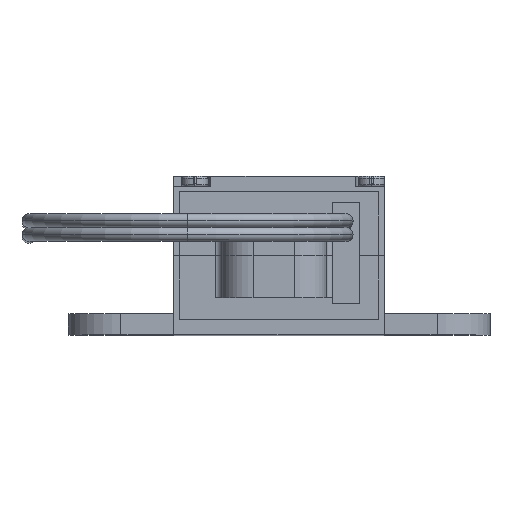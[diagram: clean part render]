
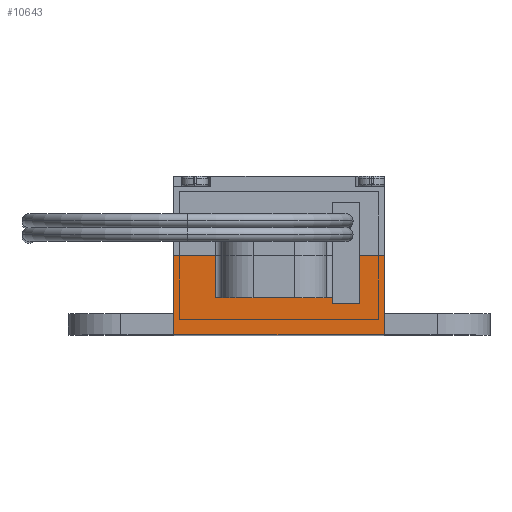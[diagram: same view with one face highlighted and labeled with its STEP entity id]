
A CAD part, top view. The second image highlights one B-rep face of the part: STEP entity #10643.
In plain terms, the highlighted planar face has unit normal (0, 0, 1).
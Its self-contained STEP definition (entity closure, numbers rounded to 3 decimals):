
#652 = CARTESIAN_POINT ( 'NONE',  ( 15., 3., 0. ) ) ;
#793 = LINE ( 'NONE', #13930, #3573 ) ;
#833 = VECTOR ( 'NONE', #1187, 1000. ) ;
#904 = ORIENTED_EDGE ( 'NONE', *, *, #14860, .F. ) ;
#953 = VERTEX_POINT ( 'NONE', #8884 ) ;
#962 = DIRECTION ( 'NONE',  ( 0., 0., -1. ) ) ;
#970 = VECTOR ( 'NONE', #12575, 1000. ) ;
#1187 = DIRECTION ( 'NONE',  ( 1., 0., 0. ) ) ;
#1225 = LINE ( 'NONE', #3551, #833 ) ;
#1305 = CARTESIAN_POINT ( 'NONE',  ( 19.9, 7.5, 0. ) ) ;
#2449 = ORIENTED_EDGE ( 'NONE', *, *, #8162, .F. ) ;
#2686 = VERTEX_POINT ( 'NONE', #4408 ) ;
#2943 = VECTOR ( 'NONE', #8708, 1000. ) ;
#3155 = LINE ( 'NONE', #11053, #12403 ) ;
#3551 = CARTESIAN_POINT ( 'NONE',  ( 19.9, 7.5, 0. ) ) ;
#3573 = VECTOR ( 'NONE', #15144, 1000. ) ;
#3835 = DIRECTION ( 'NONE',  ( -1., 0., 0. ) ) ;
#3944 = VECTOR ( 'NONE', #6836, 1000. ) ;
#4225 = EDGE_CURVE ( 'NONE', #6530, #8676, #1225, .T. ) ;
#4291 = VERTEX_POINT ( 'NONE', #10884 ) ;
#4352 = CARTESIAN_POINT ( 'NONE',  ( 15., 3.5, 0. ) ) ;
#4408 = CARTESIAN_POINT ( 'NONE',  ( 17.6, 3., 0. ) ) ;
#4476 = VERTEX_POINT ( 'NONE', #14853 ) ;
#4487 = LINE ( 'NONE', #1305, #13749 ) ;
#4507 = LINE ( 'NONE', #7820, #970 ) ;
#4630 = VERTEX_POINT ( 'NONE', #652 ) ;
#5439 = LINE ( 'NONE', #6463, #11817 ) ;
#5636 = CARTESIAN_POINT ( 'NONE',  ( 17.6, 3., 0. ) ) ;
#5699 = DIRECTION ( 'NONE',  ( 0., -1., 0. ) ) ;
#6463 = CARTESIAN_POINT ( 'NONE',  ( 19.9, 0., 0. ) ) ;
#6530 = VERTEX_POINT ( 'NONE', #8190 ) ;
#6564 = EDGE_LOOP ( 'NONE', ( #6942, #10284, #904, #9345, #13735, #2449, #11780, #14307, #12184, #10238 ) ) ;
#6730 = LINE ( 'NONE', #14070, #12764 ) ;
#6761 = VECTOR ( 'NONE', #8175, 1000. ) ;
#6772 = CARTESIAN_POINT ( 'NONE',  ( 19.9, 7.5, 0. ) ) ;
#6836 = DIRECTION ( 'NONE',  ( 1., 0., 0. ) ) ;
#6942 = ORIENTED_EDGE ( 'NONE', *, *, #9292, .T. ) ;
#7501 = CARTESIAN_POINT ( 'NONE',  ( 17.6, 3., 0. ) ) ;
#7636 = AXIS2_PLACEMENT_3D ( 'NONE', #6772, #962, #9319 ) ;
#7818 = EDGE_CURVE ( 'NONE', #12802, #953, #5439, .T. ) ;
#7820 = CARTESIAN_POINT ( 'NONE',  ( 3.9, 7.5, 0. ) ) ;
#8125 = PLANE ( 'NONE',  #7636 ) ;
#8162 = EDGE_CURVE ( 'NONE', #8676, #953, #6730, .T. ) ;
#8175 = DIRECTION ( 'NONE',  ( 0., -1., 0. ) ) ;
#8190 = CARTESIAN_POINT ( 'NONE',  ( 17.6, 7.5, 0. ) ) ;
#8209 = VERTEX_POINT ( 'NONE', #9351 ) ;
#8457 = DIRECTION ( 'NONE',  ( 1., 0., 0. ) ) ;
#8676 = VERTEX_POINT ( 'NONE', #13697 ) ;
#8708 = DIRECTION ( 'NONE',  ( 0., 1., 0. ) ) ;
#8884 = CARTESIAN_POINT ( 'NONE',  ( 19.9, 0., 0. ) ) ;
#9292 = EDGE_CURVE ( 'NONE', #13055, #4291, #3155, .T. ) ;
#9305 = LINE ( 'NONE', #7501, #2943 ) ;
#9319 = DIRECTION ( 'NONE',  ( -1., 0., 0. ) ) ;
#9345 = ORIENTED_EDGE ( 'NONE', *, *, #14695, .T. ) ;
#9351 = CARTESIAN_POINT ( 'NONE',  ( 0., 7.5, 0. ) ) ;
#10238 = ORIENTED_EDGE ( 'NONE', *, *, #13799, .T. ) ;
#10284 = ORIENTED_EDGE ( 'NONE', *, *, #15184, .T. ) ;
#10643 = ADVANCED_FACE ( 'NONE', ( #15560 ), #8125, .F. ) ;
#10884 = CARTESIAN_POINT ( 'NONE',  ( 3.9, 3.5, 0. ) ) ;
#11031 = EDGE_CURVE ( 'NONE', #2686, #6530, #9305, .T. ) ;
#11053 = CARTESIAN_POINT ( 'NONE',  ( 4.5, 3.5, 0. ) ) ;
#11780 = ORIENTED_EDGE ( 'NONE', *, *, #4225, .F. ) ;
#11817 = VECTOR ( 'NONE', #12462, 1000. ) ;
#12184 = ORIENTED_EDGE ( 'NONE', *, *, #14589, .F. ) ;
#12403 = VECTOR ( 'NONE', #3835, 1000. ) ;
#12462 = DIRECTION ( 'NONE',  ( 1., 0., 0. ) ) ;
#12575 = DIRECTION ( 'NONE',  ( 0., 1., 0. ) ) ;
#12764 = VECTOR ( 'NONE', #5699, 1000. ) ;
#12802 = VERTEX_POINT ( 'NONE', #12926 ) ;
#12926 = CARTESIAN_POINT ( 'NONE',  ( 0., 0., 0. ) ) ;
#13055 = VERTEX_POINT ( 'NONE', #4352 ) ;
#13162 = LINE ( 'NONE', #15366, #6761 ) ;
#13561 = LINE ( 'NONE', #5636, #3944 ) ;
#13697 = CARTESIAN_POINT ( 'NONE',  ( 19.9, 7.5, 0. ) ) ;
#13735 = ORIENTED_EDGE ( 'NONE', *, *, #7818, .T. ) ;
#13749 = VECTOR ( 'NONE', #8457, 1000. ) ;
#13799 = EDGE_CURVE ( 'NONE', #4630, #13055, #793, .T. ) ;
#13930 = CARTESIAN_POINT ( 'NONE',  ( 15., 3., 0. ) ) ;
#14070 = CARTESIAN_POINT ( 'NONE',  ( 19.9, 7.5, 0. ) ) ;
#14307 = ORIENTED_EDGE ( 'NONE', *, *, #11031, .F. ) ;
#14589 = EDGE_CURVE ( 'NONE', #4630, #2686, #13561, .T. ) ;
#14695 = EDGE_CURVE ( 'NONE', #8209, #12802, #13162, .T. ) ;
#14853 = CARTESIAN_POINT ( 'NONE',  ( 3.9, 7.5, 0. ) ) ;
#14860 = EDGE_CURVE ( 'NONE', #8209, #4476, #4487, .T. ) ;
#15144 = DIRECTION ( 'NONE',  ( 0., 1., 0. ) ) ;
#15184 = EDGE_CURVE ( 'NONE', #4291, #4476, #4507, .T. ) ;
#15366 = CARTESIAN_POINT ( 'NONE',  ( 0., 7.5, 0. ) ) ;
#15560 = FACE_OUTER_BOUND ( 'NONE', #6564, .T. ) ;
